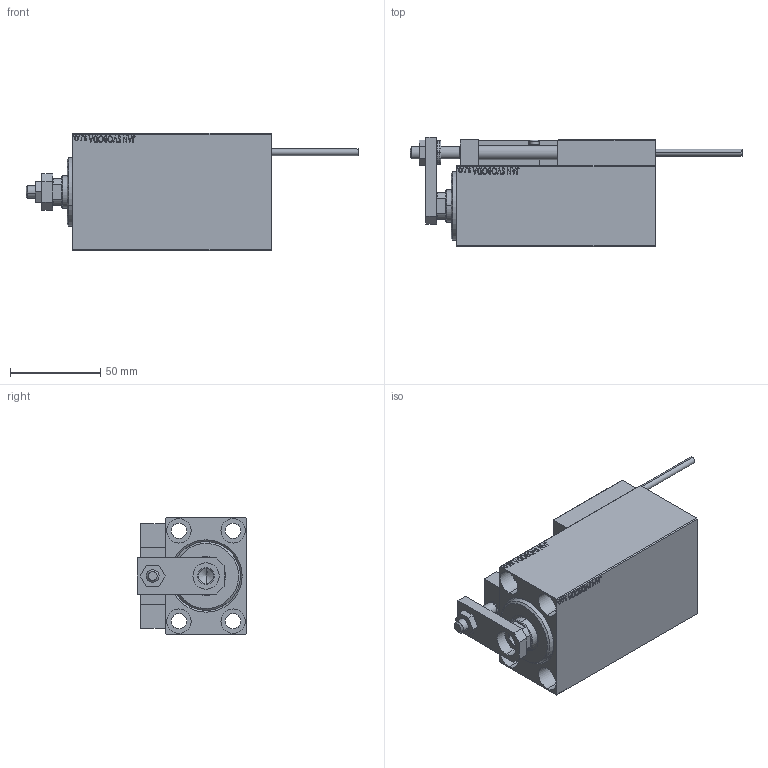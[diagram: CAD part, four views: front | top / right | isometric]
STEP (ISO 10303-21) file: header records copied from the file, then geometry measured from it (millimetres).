
FILE_DESCRIPTION (( 'STEP AP203' ), '1' );
FILE_NAME ('4f76.STEP', '2024-02-12T01:42:11', ( '' ), ( '' ), 'SwSTEP 2.0', 'SolidWorks 2019', '' );
FILE_SCHEMA (( 'CONFIG_CONTROL_DESIGN' ));
Length unit declared in the file: millimetre
Products named in the file (15): V450CM_C_VCP a71438c6226ba2b4d73bd63d1cafc864; MAGNET a71438c6226ba2b4d73bd63d1cafc864; ZARAZKA a71438c6226ba2b4d73bd63d1cafc864; SWITCH X a71438c6226ba2b4d73bd63d1cafc864; ALLEN BOLT D8 a71438c6226ba2b4d73bd63d1cafc864; ALLEN BOLT D5 a71438c6226ba2b4d73bd63d1cafc864; TYC_L79 a71438c6226ba2b4d73bd63d1cafc864; Block a71438c6226ba2b4d73bd63d1cafc864; V450CM_VC_B a71438c6226ba2b4d73bd63d1cafc864; SWITCH_X_FRONT_BACK a71438c6226ba2b4d73bd63d1cafc864; NUT_D12 a71438c6226ba2b4d73bd63d1cafc864; V450CM_C_Body a71438c6226ba2b4d73bd63d1cafc864; 4f76; SWITCH DIM B,W a71438c6226ba2b4d73bd63d1cafc864; KONCOVKA a71438c6226ba2b4d73bd63d1cafc864
Assembly tree (24 placements, depth 3):
  4f76
    V450CM_C_Body a71438c6226ba2b4d73bd63d1cafc864
    SWITCH X a71438c6226ba2b4d73bd63d1cafc864
      SWITCH_X_FRONT_BACK a71438c6226ba2b4d73bd63d1cafc864  x2
      TYC_L79 a71438c6226ba2b4d73bd63d1cafc864
      Block a71438c6226ba2b4d73bd63d1cafc864  x2
      ALLEN BOLT D5 a71438c6226ba2b4d73bd63d1cafc864  x4
      ALLEN BOLT D8 a71438c6226ba2b4d73bd63d1cafc864  x4
      MAGNET a71438c6226ba2b4d73bd63d1cafc864  x2
      KONCOVKA a71438c6226ba2b4d73bd63d1cafc864  x2
    NUT_D12 a71438c6226ba2b4d73bd63d1cafc864
    SWITCH DIM B,W a71438c6226ba2b4d73bd63d1cafc864
    ZARAZKA a71438c6226ba2b4d73bd63d1cafc864
    V450CM_C_VCP a71438c6226ba2b4d73bd63d1cafc864
    V450CM_VC_B a71438c6226ba2b4d73bd63d1cafc864
Bounding box: 183.7 x 60.5 x 65 mm (x, y, z)
Volume: 323443.1 mm3; surface area: 90399.6 mm2
Topology: 23 solids, 23 shells, 1278 faces, 3064 edges, 1959 vertices
Faces by surface type: plane 560, bspline 380, cylinder 184, cone 106, torus 44, sphere 4
Entity records: 50115 total; most frequent: CARTESIAN_POINT 25898, ORIENTED_EDGE 5148, DIRECTION 3454, EDGE_CURVE 2574, VERTEX_POINT 1683, LINE 1480, VECTOR 1480, EDGE_LOOP 1187
